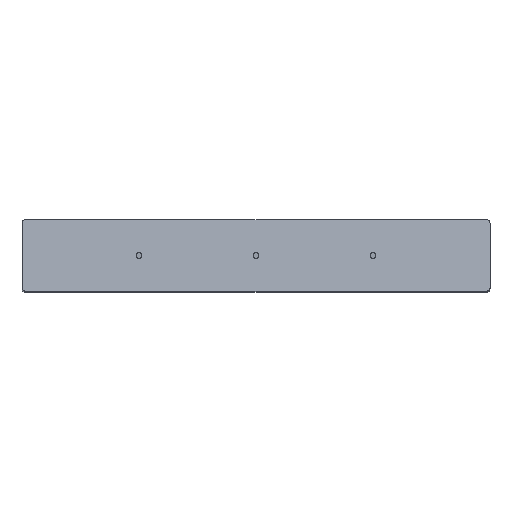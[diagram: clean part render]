
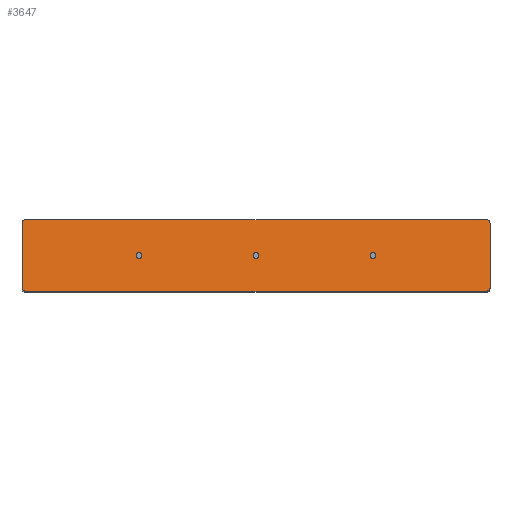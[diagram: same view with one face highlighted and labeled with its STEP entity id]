
A CAD part, top view. The second image highlights one B-rep face of the part: STEP entity #3647.
In plain terms, the highlighted planar face has unit normal (0, 0.131, 0.991).
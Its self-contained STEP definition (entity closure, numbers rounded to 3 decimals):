
#15=ELLIPSE('',#3729,1.68,1.666);
#16=ELLIPSE('',#3733,1.68,1.666);
#17=ELLIPSE('',#3737,1.68,1.666);
#32=CIRCLE('',#3742,2.);
#33=CIRCLE('',#3745,2.);
#34=CIRCLE('',#3748,2.);
#35=CIRCLE('',#3751,2.);
#45=FACE_BOUND('',#518,.T.);
#46=FACE_BOUND('',#519,.T.);
#47=FACE_BOUND('',#520,.T.);
#118=PLANE('',#3753);
#313=FACE_OUTER_BOUND('',#517,.T.);
#517=EDGE_LOOP('',(#3325,#3326,#3327,#3328,#3329,#3330,#3331,#3332));
#518=EDGE_LOOP('',(#3333));
#519=EDGE_LOOP('',(#3334));
#520=EDGE_LOOP('',(#3335));
#805=LINE('',#7295,#1100);
#808=LINE('',#7303,#1103);
#811=LINE('',#7311,#1106);
#814=LINE('',#7319,#1109);
#1100=VECTOR('',#4198,10.);
#1103=VECTOR('',#4207,10.);
#1106=VECTOR('',#4216,10.);
#1109=VECTOR('',#4225,10.);
#1693=VERTEX_POINT('',#7271);
#1695=VERTEX_POINT('',#7278);
#1697=VERTEX_POINT('',#7285);
#1699=VERTEX_POINT('',#7292);
#1700=VERTEX_POINT('',#7294);
#1701=VERTEX_POINT('',#7298);
#1702=VERTEX_POINT('',#7302);
#1703=VERTEX_POINT('',#7306);
#1704=VERTEX_POINT('',#7310);
#1705=VERTEX_POINT('',#7314);
#1706=VERTEX_POINT('',#7318);
#2225=EDGE_CURVE('',#1693,#1693,#15,.T.);
#2228=EDGE_CURVE('',#1695,#1695,#16,.T.);
#2231=EDGE_CURVE('',#1697,#1697,#17,.T.);
#2235=EDGE_CURVE('',#1700,#1699,#805,.T.);
#2237=EDGE_CURVE('',#1701,#1700,#32,.T.);
#2239=EDGE_CURVE('',#1702,#1701,#808,.T.);
#2241=EDGE_CURVE('',#1703,#1702,#33,.T.);
#2243=EDGE_CURVE('',#1704,#1703,#811,.T.);
#2245=EDGE_CURVE('',#1705,#1704,#34,.T.);
#2247=EDGE_CURVE('',#1706,#1705,#814,.T.);
#2249=EDGE_CURVE('',#1699,#1706,#35,.T.);
#3325=ORIENTED_EDGE('',*,*,#2249,.T.);
#3326=ORIENTED_EDGE('',*,*,#2247,.T.);
#3327=ORIENTED_EDGE('',*,*,#2245,.T.);
#3328=ORIENTED_EDGE('',*,*,#2243,.T.);
#3329=ORIENTED_EDGE('',*,*,#2241,.T.);
#3330=ORIENTED_EDGE('',*,*,#2239,.T.);
#3331=ORIENTED_EDGE('',*,*,#2237,.T.);
#3332=ORIENTED_EDGE('',*,*,#2235,.T.);
#3333=ORIENTED_EDGE('',*,*,#2225,.T.);
#3334=ORIENTED_EDGE('',*,*,#2228,.T.);
#3335=ORIENTED_EDGE('',*,*,#2231,.T.);
#3647=ADVANCED_FACE('',(#313,#45,#46,#47),#118,.F.);
#3729=AXIS2_PLACEMENT_3D('',#7272,#4170,#4171);
#3733=AXIS2_PLACEMENT_3D('',#7279,#4179,#4180);
#3737=AXIS2_PLACEMENT_3D('',#7286,#4188,#4189);
#3742=AXIS2_PLACEMENT_3D('',#7299,#4202,#4203);
#3745=AXIS2_PLACEMENT_3D('',#7307,#4211,#4212);
#3748=AXIS2_PLACEMENT_3D('',#7315,#4220,#4221);
#3751=AXIS2_PLACEMENT_3D('',#7322,#4229,#4230);
#3753=AXIS2_PLACEMENT_3D('',#7324,#4233,#4234);
#4170=DIRECTION('center_axis',(0.,-0.131,-0.991));
#4171=DIRECTION('ref_axis',(0.,-0.991,0.131));
#4179=DIRECTION('center_axis',(0.,-0.131,-0.991));
#4180=DIRECTION('ref_axis',(0.,-0.991,0.131));
#4188=DIRECTION('center_axis',(0.,-0.131,-0.991));
#4189=DIRECTION('ref_axis',(0.,-0.991,0.131));
#4198=DIRECTION('',(1.,0.,0.));
#4202=DIRECTION('center_axis',(0.,0.131,0.991));
#4203=DIRECTION('ref_axis',(0.,-0.991,0.131));
#4207=DIRECTION('',(0.,-0.991,0.131));
#4211=DIRECTION('center_axis',(0.,0.131,0.991));
#4212=DIRECTION('ref_axis',(-1.,0.,0.));
#4216=DIRECTION('',(-1.,0.,0.));
#4220=DIRECTION('center_axis',(0.,0.131,0.991));
#4221=DIRECTION('ref_axis',(0.,0.991,-0.131));
#4225=DIRECTION('',(0.,0.991,-0.131));
#4229=DIRECTION('center_axis',(0.,0.131,0.991));
#4230=DIRECTION('ref_axis',(1.,0.,0.));
#4233=DIRECTION('center_axis',(0.,-0.131,-0.991));
#4234=DIRECTION('ref_axis',(1.,0.,0.));
#7271=CARTESIAN_POINT('',(177.261,60.484,13.262));
#7272=CARTESIAN_POINT('Origin',(178.927,60.484,13.262));
#7278=CARTESIAN_POINT('',(111.833,60.484,13.262));
#7279=CARTESIAN_POINT('Origin',(113.499,60.484,13.262));
#7285=CARTESIAN_POINT('',(242.688,60.484,13.262));
#7286=CARTESIAN_POINT('Origin',(244.354,60.484,13.262));
#7292=CARTESIAN_POINT('',(307.781,40.496,15.893));
#7294=CARTESIAN_POINT('',(50.072,40.496,15.893));
#7295=CARTESIAN_POINT('',(50.072,40.496,15.893));
#7298=CARTESIAN_POINT('',(48.072,42.479,15.632));
#7299=CARTESIAN_POINT('Origin',(50.072,42.479,15.632));
#7302=CARTESIAN_POINT('',(48.072,78.49,10.891));
#7303=CARTESIAN_POINT('',(48.072,78.49,10.891));
#7306=CARTESIAN_POINT('',(50.072,80.472,10.63));
#7307=CARTESIAN_POINT('Origin',(50.072,78.49,10.891));
#7310=CARTESIAN_POINT('',(307.781,80.472,10.63));
#7311=CARTESIAN_POINT('',(307.781,80.472,10.63));
#7314=CARTESIAN_POINT('',(309.781,78.49,10.891));
#7315=CARTESIAN_POINT('Origin',(307.781,78.49,10.891));
#7318=CARTESIAN_POINT('',(309.781,42.479,15.632));
#7319=CARTESIAN_POINT('',(309.781,42.479,15.632));
#7322=CARTESIAN_POINT('Origin',(307.781,42.479,15.632));
#7324=CARTESIAN_POINT('Origin',(178.927,60.484,13.262));
